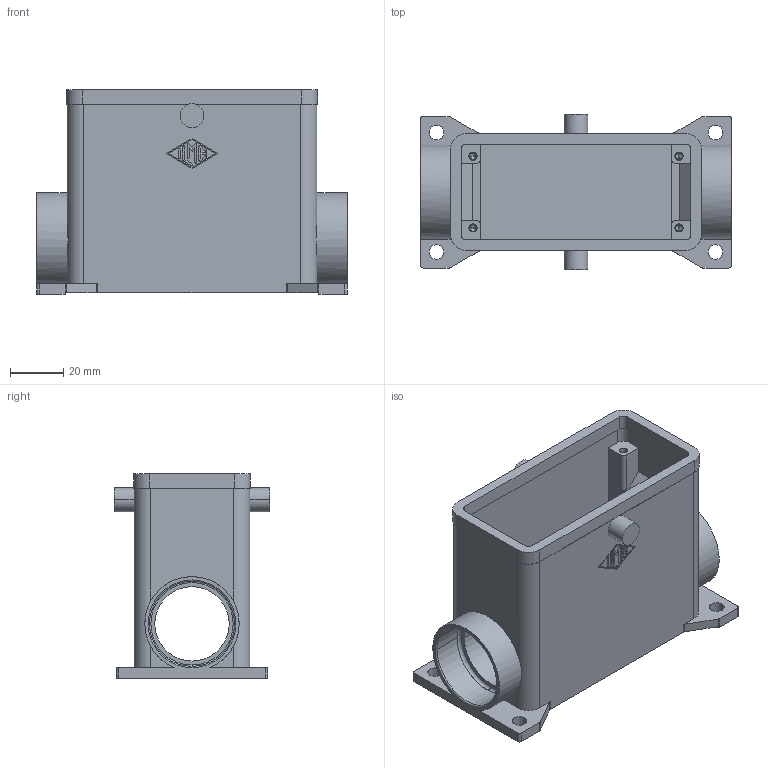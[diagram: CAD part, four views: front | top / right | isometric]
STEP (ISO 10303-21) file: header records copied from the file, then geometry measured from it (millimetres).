
FILE_DESCRIPTION(('Creo Elements/Direct Modeling STEP Export'),'2;1');
FILE_NAME('0lndrr03sh6il742056','2015-09-02T13:10:42',(''),(''),'Creo Elements/Direct Modeling STEP processor for AP214 (Solid Model)','Creo Elements/Direct Modeling 18.1F 24-Jul-2014 (C) Parametric Technology GmbH','');
FILE_SCHEMA(('AUTOMOTIVE_DESIGN { 1 0 10303 214 1 1 1 1 }'));
Length unit declared in the file: millimetre
Products named in the file (1): MAP_16_YC232
Bounding box: 117 x 58.5 x 77 mm (x, y, z)
Volume: 98379.2 mm3; surface area: 53860.8 mm2
Topology: 1 solids, 1 shells, 203 faces, 560 edges, 369 vertices
Faces by surface type: plane 103, cylinder 84, torus 8, cone 8
Entity records: 6340 total; most frequent: CARTESIAN_POINT 1166, ORIENTED_EDGE 1104, DIRECTION 1053, EDGE_CURVE 552, VERTEX_POINT 369, AXIS2_PLACEMENT_3D 360, VECTOR 333, LINE 333
